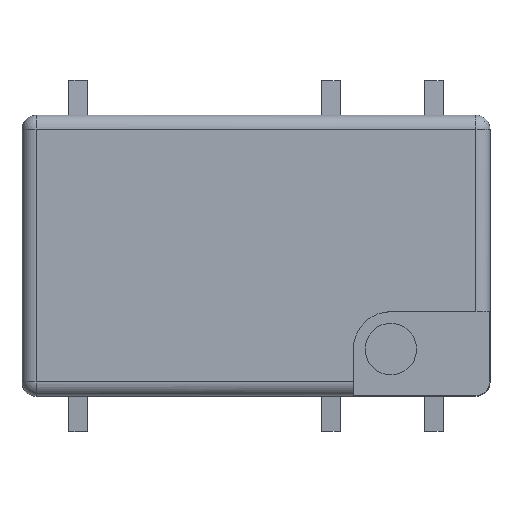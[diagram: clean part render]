
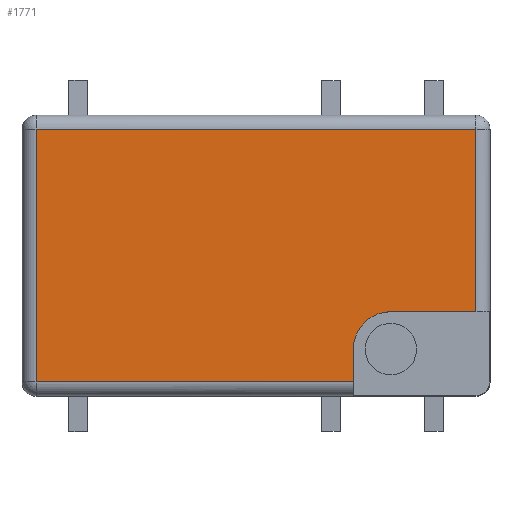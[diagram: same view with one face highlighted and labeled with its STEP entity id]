
A CAD part, top view. The second image highlights one B-rep face of the part: STEP entity #1771.
In plain terms, the highlighted planar face has unit normal (0, 0, 1).
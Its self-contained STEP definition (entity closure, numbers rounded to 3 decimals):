
#56=FACE_OUTER_BOUND($,#163,.T.);
#163=EDGE_LOOP($,(#1215,#1216,#1217,#1218,#1219,#1220,#1221));
#276=CIRCLE($,#1907,0.8);
#313=LINE($,#2590,#537);
#314=LINE($,#2593,#538);
#315=LINE($,#2595,#539);
#316=LINE($,#2597,#540);
#317=LINE($,#2601,#541);
#318=LINE($,#2602,#542);
#537=VECTOR($,#2089,9.4);
#538=VECTOR($,#2092,5.4);
#539=VECTOR($,#2093,6.78);
#540=VECTOR($,#2094,0.7);
#541=VECTOR($,#2097,1.82);
#542=VECTOR($,#2098,3.9);
#765=VERTEX_POINT($,#2586);
#766=VERTEX_POINT($,#2588);
#767=VERTEX_POINT($,#2592);
#768=VERTEX_POINT($,#2594);
#769=VERTEX_POINT($,#2596);
#770=VERTEX_POINT($,#2598);
#771=VERTEX_POINT($,#2600);
#942=EDGE_CURVE($,#765,#766,#313,.T.);
#943=EDGE_CURVE($,#766,#767,#314,.T.);
#944=EDGE_CURVE($,#767,#768,#315,.T.);
#945=EDGE_CURVE($,#768,#769,#316,.T.);
#946=EDGE_CURVE($,#770,#769,#276,.T.);
#947=EDGE_CURVE($,#771,#770,#317,.T.);
#948=EDGE_CURVE($,#771,#765,#318,.T.);
#1215=ORIENTED_EDGE($,*,*,#942,.T.);
#1216=ORIENTED_EDGE($,*,*,#943,.T.);
#1217=ORIENTED_EDGE($,*,*,#944,.T.);
#1218=ORIENTED_EDGE($,*,*,#945,.T.);
#1219=ORIENTED_EDGE($,*,*,#946,.F.);
#1220=ORIENTED_EDGE($,*,*,#947,.F.);
#1221=ORIENTED_EDGE($,*,*,#948,.T.);
#1678=PLANE($,#1906);
#1771=ADVANCED_FACE($,(#56),#1678,.F.);
#1906=AXIS2_PLACEMENT_3D($,#2591,#2090,#2091);
#1907=AXIS2_PLACEMENT_3D($,#2599,#2095,#2096);
#2089=DIRECTION($,(-1.,0.,0.));
#2090=DIRECTION('center_axis',(0.,0.,
-1.));
#2091=DIRECTION('ref_axis',(1.,0.,0.));
#2092=DIRECTION($,(0.,-1.,0.));
#2093=DIRECTION($,(1.,0.,0.));
#2094=DIRECTION($,(0.,1.,0.));
#2095=DIRECTION('center_axis',(0.,0.,
1.));
#2096=DIRECTION('ref_axis',(0.,1.,0.));
#2097=DIRECTION($,(-1.,0.,0.));
#2098=DIRECTION($,(0.,1.,0.));
#2586=CARTESIAN_POINT('',(4.7,2.7,5.65));
#2588=CARTESIAN_POINT('',(-4.7,2.7,5.65));
#2590=CARTESIAN_POINT($,(4.7,2.7,5.65));
#2591=CARTESIAN_POINT('Origin',(-5.17,2.97,5.65));
#2592=CARTESIAN_POINT('',(-4.7,-2.7,5.65));
#2593=CARTESIAN_POINT($,(-4.7,2.7,5.65));
#2594=CARTESIAN_POINT('',(2.08,-2.7,5.65));
#2595=CARTESIAN_POINT($,(-4.7,-2.7,5.65));
#2596=CARTESIAN_POINT('',(2.08,-2.,5.65));
#2597=CARTESIAN_POINT($,(2.08,-2.7,5.65));
#2598=CARTESIAN_POINT('',(2.88,-1.2,5.65));
#2599=CARTESIAN_POINT('Origin',(2.88,-2.,5.65));
#2600=CARTESIAN_POINT('',(4.7,-1.2,5.65));
#2601=CARTESIAN_POINT($,(4.7,-1.2,5.65));
#2602=CARTESIAN_POINT($,(4.7,-1.2,5.65));
